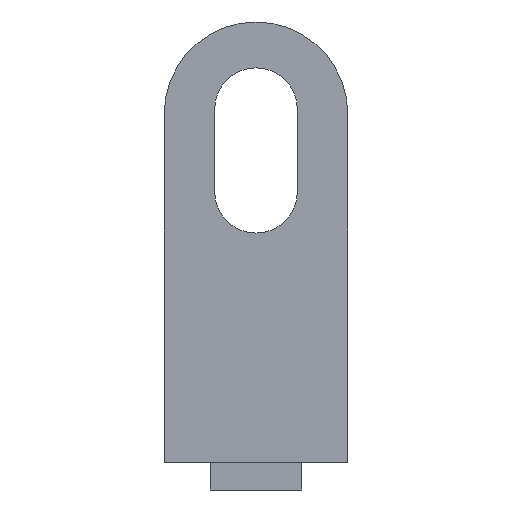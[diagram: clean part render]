
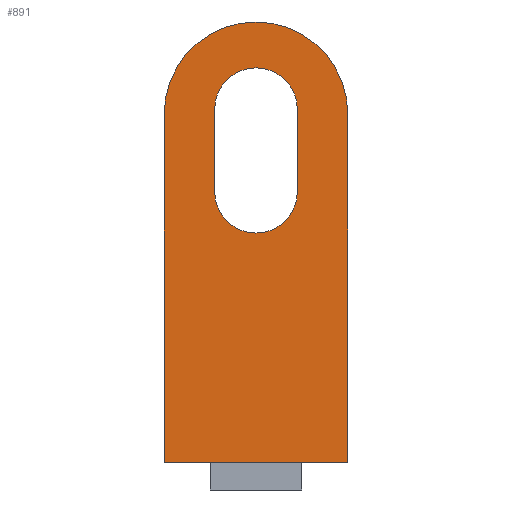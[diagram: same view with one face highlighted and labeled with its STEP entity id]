
A CAD part, front view. The second image highlights one B-rep face of the part: STEP entity #891.
In plain terms, the highlighted planar face has unit normal (0, -1, 0).
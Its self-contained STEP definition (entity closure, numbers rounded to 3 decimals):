
#6 = ORIENTED_EDGE ( 'NONE', *, *, #23, .T. ) ;
#12 = DIRECTION ( 'NONE',  ( 0., 0., 1. ) ) ;
#17 = CARTESIAN_POINT ( 'NONE',  ( -10., 0., -48. ) ) ;
#22 = CARTESIAN_POINT ( 'NONE',  ( 0., 0., -5. ) ) ;
#23 = EDGE_CURVE ( 'NONE', #491, #332, #597, .T. ) ;
#27 = CIRCLE ( 'NONE', #510, 10. ) ;
#36 = DIRECTION ( 'NONE',  ( 0., 0., 1. ) ) ;
#43 = VERTEX_POINT ( 'NONE', #804 ) ;
#65 = DIRECTION ( 'NONE',  ( 0., -1., 0. ) ) ;
#66 = CARTESIAN_POINT ( 'NONE',  ( 0., 0., 0. ) ) ;
#67 = EDGE_LOOP ( 'NONE', ( #316, #931, #901, #459, #102 ) ) ;
#75 = CARTESIAN_POINT ( 'NONE',  ( -4.5, 0., -18.5 ) ) ;
#85 = ORIENTED_EDGE ( 'NONE', *, *, #315, .F. ) ;
#102 = ORIENTED_EDGE ( 'NONE', *, *, #711, .F. ) ;
#120 = DIRECTION ( 'NONE',  ( 0., 0., -1. ) ) ;
#138 = DIRECTION ( 'NONE',  ( 0., 0., 1. ) ) ;
#145 = LINE ( 'NONE', #773, #658 ) ;
#164 = AXIS2_PLACEMENT_3D ( 'NONE', #842, #65, #682 ) ;
#171 = EDGE_CURVE ( 'NONE', #203, #704, #806, .T. ) ;
#174 = CARTESIAN_POINT ( 'NONE',  ( 0., 0., -9.5 ) ) ;
#184 = VERTEX_POINT ( 'NONE', #577 ) ;
#203 = VERTEX_POINT ( 'NONE', #811 ) ;
#209 = DIRECTION ( 'NONE',  ( 0., 0., 1. ) ) ;
#213 = EDGE_CURVE ( 'NONE', #184, #261, #298, .T. ) ;
#226 = DIRECTION ( 'NONE',  ( 0., 0., -1. ) ) ;
#233 = AXIS2_PLACEMENT_3D ( 'NONE', #678, #529, #752 ) ;
#239 = CARTESIAN_POINT ( 'NONE',  ( -4.5, 0., -9.5 ) ) ;
#260 = VECTOR ( 'NONE', #36, 1000. ) ;
#261 = VERTEX_POINT ( 'NONE', #75 ) ;
#262 = VECTOR ( 'NONE', #606, 1000. ) ;
#263 = AXIS2_PLACEMENT_3D ( 'NONE', #367, #422, #209 ) ;
#264 = DIRECTION ( 'NONE',  ( 0., 0., 1. ) ) ;
#271 = CARTESIAN_POINT ( 'NONE',  ( -10., 0., 0. ) ) ;
#276 = CARTESIAN_POINT ( 'NONE',  ( 4.5, 0., -9.5 ) ) ;
#280 = CARTESIAN_POINT ( 'NONE',  ( 10., 0., -48. ) ) ;
#283 = CARTESIAN_POINT ( 'NONE',  ( -10., 0., -10. ) ) ;
#298 = LINE ( 'NONE', #239, #262 ) ;
#315 = EDGE_CURVE ( 'NONE', #43, #381, #145, .T. ) ;
#316 = ORIENTED_EDGE ( 'NONE', *, *, #213, .F. ) ;
#328 = VERTEX_POINT ( 'NONE', #66 ) ;
#332 = VERTEX_POINT ( 'NONE', #17 ) ;
#367 = CARTESIAN_POINT ( 'NONE',  ( 0., 0., -10. ) ) ;
#381 = VERTEX_POINT ( 'NONE', #873 ) ;
#391 = CARTESIAN_POINT ( 'NONE',  ( 4.5, 0., -9.5 ) ) ;
#409 = CIRCLE ( 'NONE', #233, 4.5 ) ;
#412 = PLANE ( 'NONE',  #457 ) ;
#420 = ORIENTED_EDGE ( 'NONE', *, *, #545, .T. ) ;
#422 = DIRECTION ( 'NONE',  ( 0., -1., 0. ) ) ;
#433 = LINE ( 'NONE', #280, #584 ) ;
#444 = DIRECTION ( 'NONE',  ( -1., 0., 0. ) ) ;
#452 = VERTEX_POINT ( 'NONE', #22 ) ;
#457 = AXIS2_PLACEMENT_3D ( 'NONE', #562, #706, #12 ) ;
#459 = ORIENTED_EDGE ( 'NONE', *, *, #171, .F. ) ;
#465 = EDGE_CURVE ( 'NONE', #381, #332, #433, .T. ) ;
#480 = FACE_OUTER_BOUND ( 'NONE', #509, .T. ) ;
#491 = VERTEX_POINT ( 'NONE', #283 ) ;
#509 = EDGE_LOOP ( 'NONE', ( #420, #833, #6, #523, #85 ) ) ;
#510 = AXIS2_PLACEMENT_3D ( 'NONE', #693, #984, #138 ) ;
#523 = ORIENTED_EDGE ( 'NONE', *, *, #465, .F. ) ;
#529 = DIRECTION ( 'NONE',  ( 0., -1., 0. ) ) ;
#545 = EDGE_CURVE ( 'NONE', #43, #328, #601, .T. ) ;
#562 = CARTESIAN_POINT ( 'NONE',  ( 10., 0., 0. ) ) ;
#577 = CARTESIAN_POINT ( 'NONE',  ( -4.5, 0., -9.5 ) ) ;
#584 = VECTOR ( 'NONE', #444, 1000. ) ;
#586 = CIRCLE ( 'NONE', #838, 4.5 ) ;
#597 = LINE ( 'NONE', #271, #864 ) ;
#601 = CIRCLE ( 'NONE', #263, 10. ) ;
#606 = DIRECTION ( 'NONE',  ( 0., 0., -1. ) ) ;
#648 = EDGE_CURVE ( 'NONE', #704, #452, #409, .T. ) ;
#658 = VECTOR ( 'NONE', #226, 1000. ) ;
#678 = CARTESIAN_POINT ( 'NONE',  ( 0., 0., -9.5 ) ) ;
#682 = DIRECTION ( 'NONE',  ( 0., 0., 1. ) ) ;
#693 = CARTESIAN_POINT ( 'NONE',  ( 0., 0., -10. ) ) ;
#704 = VERTEX_POINT ( 'NONE', #391 ) ;
#706 = DIRECTION ( 'NONE',  ( 0., 1., 0. ) ) ;
#711 = EDGE_CURVE ( 'NONE', #261, #203, #805, .T. ) ;
#716 = FACE_BOUND ( 'NONE', #67, .T. ) ;
#733 = EDGE_CURVE ( 'NONE', #328, #491, #27, .T. ) ;
#752 = DIRECTION ( 'NONE',  ( 0., 0., 1. ) ) ;
#773 = CARTESIAN_POINT ( 'NONE',  ( 10., 0., 0. ) ) ;
#804 = CARTESIAN_POINT ( 'NONE',  ( 10., 0., -10. ) ) ;
#805 = CIRCLE ( 'NONE', #164, 4.5 ) ;
#806 = LINE ( 'NONE', #276, #260 ) ;
#811 = CARTESIAN_POINT ( 'NONE',  ( 4.5, 0., -18.5 ) ) ;
#833 = ORIENTED_EDGE ( 'NONE', *, *, #733, .T. ) ;
#838 = AXIS2_PLACEMENT_3D ( 'NONE', #174, #942, #264 ) ;
#842 = CARTESIAN_POINT ( 'NONE',  ( 0., 0., -18.5 ) ) ;
#864 = VECTOR ( 'NONE', #120, 1000. ) ;
#873 = CARTESIAN_POINT ( 'NONE',  ( 10., 0., -48. ) ) ;
#891 = ADVANCED_FACE ( 'NONE', ( #716, #480 ), #412, .F. ) ;
#901 = ORIENTED_EDGE ( 'NONE', *, *, #648, .F. ) ;
#910 = EDGE_CURVE ( 'NONE', #452, #184, #586, .T. ) ;
#931 = ORIENTED_EDGE ( 'NONE', *, *, #910, .F. ) ;
#942 = DIRECTION ( 'NONE',  ( 0., -1., 0. ) ) ;
#984 = DIRECTION ( 'NONE',  ( 0., -1., 0. ) ) ;
